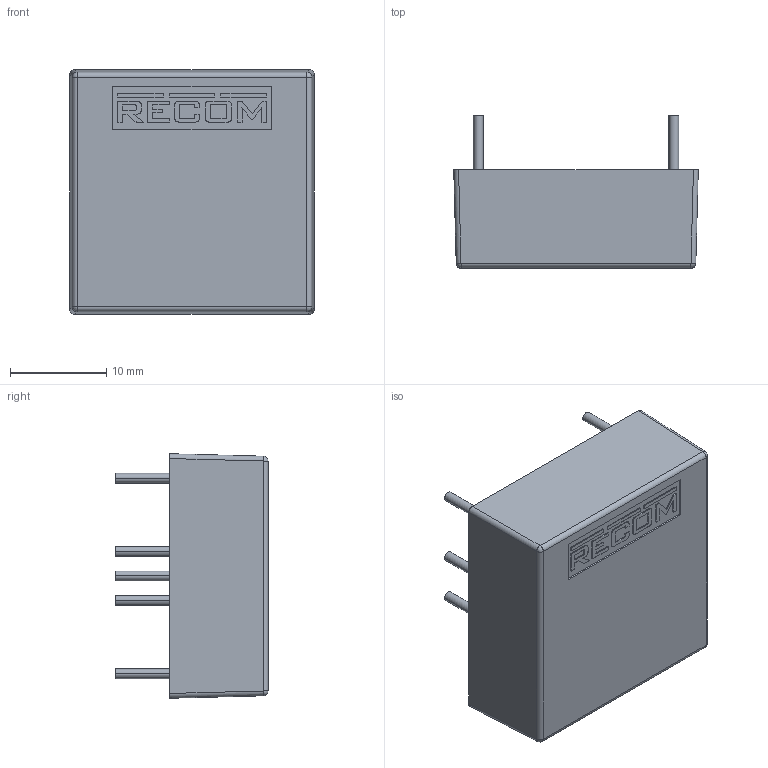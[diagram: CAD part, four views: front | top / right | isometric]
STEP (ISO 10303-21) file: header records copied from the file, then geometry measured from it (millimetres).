
FILE_DESCRIPTION (( 'STEP AP214' ), '1' );
FILE_NAME ('REC20K-Z_3D.STEP', '2023-11-06T10:37:44', ( '' ), ( '' ), 'SwSTEP 2.0', 'SolidWorks 2023', '' );
FILE_SCHEMA (( 'AUTOMOTIVE_DESIGN' ));
Length unit declared in the file: millimetre
Products named in the file (2): REC20K-Z_3D; REC20K-Z_20230611
Assembly tree (1 placements, depth 2):
  REC20K-Z_3D
    REC20K-Z_20230611
Bounding box: 25.4 x 15.8 x 25.4 mm (x, y, z)
Volume: 3606 mm3; surface area: 7472.8 mm2
Topology: 11 solids, 11 shells, 518 faces, 1368 edges, 907 vertices
Faces by surface type: plane 322, cylinder 125, bspline 57, cone 10, sphere 4
Entity records: 16984 total; most frequent: CARTESIAN_POINT 4216, ORIENTED_EDGE 2728, DIRECTION 2358, EDGE_CURVE 1364, VECTOR 950, LINE 950, VERTEX_POINT 905, AXIS2_PLACEMENT_3D 704
